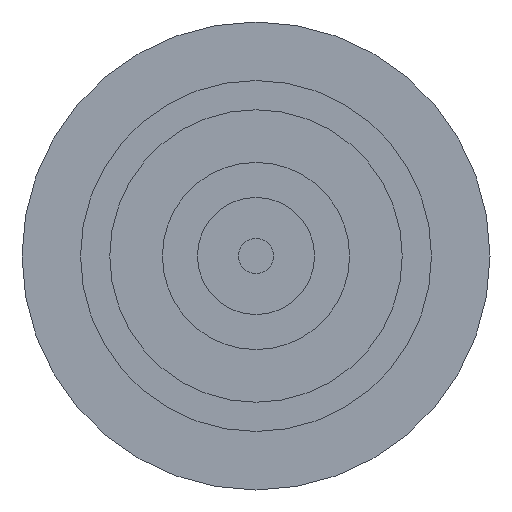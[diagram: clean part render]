
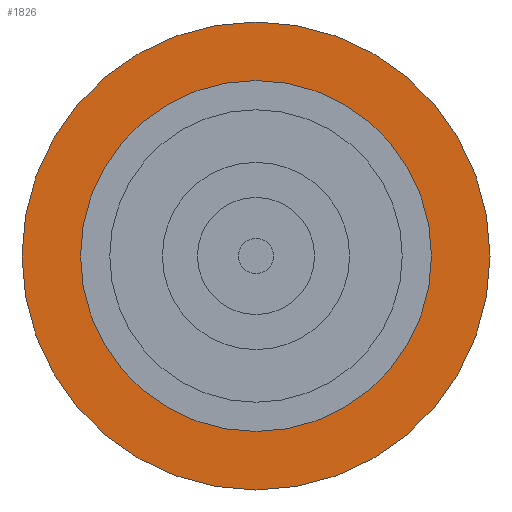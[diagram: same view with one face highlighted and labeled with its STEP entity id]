
A CAD part, front view. The second image highlights one B-rep face of the part: STEP entity #1826.
In plain terms, the highlighted planar face has unit normal (0, -1, 0).
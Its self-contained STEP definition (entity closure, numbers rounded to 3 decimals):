
#17 = ORIENTED_EDGE ( 'NONE', *, *, #1458, .T. ) ;
#50 = FACE_OUTER_BOUND ( 'NONE', #1840, .T. ) ;
#52 = VERTEX_POINT ( 'NONE', #552 ) ;
#99 = CIRCLE ( 'NONE', #788, 15. ) ;
#174 = VERTEX_POINT ( 'NONE', #1894 ) ;
#196 = PLANE ( 'NONE',  #298 ) ;
#298 = AXIS2_PLACEMENT_3D ( 'NONE', #1180, #792, #406 ) ;
#320 = CIRCLE ( 'NONE', #1731, 15. ) ;
#324 = DIRECTION ( 'NONE',  ( 1., 0., 0. ) ) ;
#363 = EDGE_CURVE ( 'NONE', #174, #770, #748, .T. ) ;
#388 = ORIENTED_EDGE ( 'NONE', *, *, #363, .T. ) ;
#392 = CIRCLE ( 'NONE', #525, 20. ) ;
#406 = DIRECTION ( 'NONE',  ( 1., 0., 0. ) ) ;
#429 = ORIENTED_EDGE ( 'NONE', *, *, #1316, .F. ) ;
#506 = CARTESIAN_POINT ( 'NONE',  ( 15., 0., 0. ) ) ;
#525 = AXIS2_PLACEMENT_3D ( 'NONE', #1893, #1691, #1493 ) ;
#526 = ORIENTED_EDGE ( 'NONE', *, *, #807, .F. ) ;
#527 = DIRECTION ( 'NONE',  ( 0., -1., 0. ) ) ;
#552 = CARTESIAN_POINT ( 'NONE',  ( -15., 0., 0. ) ) ;
#652 = EDGE_LOOP ( 'NONE', ( #526, #429 ) ) ;
#728 = DIRECTION ( 'NONE',  ( 1., 0., 0. ) ) ;
#748 = CIRCLE ( 'NONE', #1263, 20. ) ;
#770 = VERTEX_POINT ( 'NONE', #1150 ) ;
#788 = AXIS2_PLACEMENT_3D ( 'NONE', #919, #527, #324 ) ;
#792 = DIRECTION ( 'NONE',  ( 0., -1., 0. ) ) ;
#807 = EDGE_CURVE ( 'NONE', #1033, #52, #320, .T. ) ;
#834 = DIRECTION ( 'NONE',  ( 1., 0., 0. ) ) ;
#919 = CARTESIAN_POINT ( 'NONE',  ( 0., 0., 0. ) ) ;
#920 = DIRECTION ( 'NONE',  ( 0., -1., 0. ) ) ;
#1019 = DIRECTION ( 'NONE',  ( 0., -1., 0. ) ) ;
#1033 = VERTEX_POINT ( 'NONE', #506 ) ;
#1110 = CARTESIAN_POINT ( 'NONE',  ( 0., 0., 0. ) ) ;
#1150 = CARTESIAN_POINT ( 'NONE',  ( -20., 0., 0. ) ) ;
#1180 = CARTESIAN_POINT ( 'NONE',  ( 15., 0., 0. ) ) ;
#1212 = CARTESIAN_POINT ( 'NONE',  ( 0., 0., 0. ) ) ;
#1263 = AXIS2_PLACEMENT_3D ( 'NONE', #1212, #1019, #834 ) ;
#1316 = EDGE_CURVE ( 'NONE', #52, #1033, #99, .T. ) ;
#1458 = EDGE_CURVE ( 'NONE', #770, #174, #392, .T. ) ;
#1493 = DIRECTION ( 'NONE',  ( 1., 0., 0. ) ) ;
#1691 = DIRECTION ( 'NONE',  ( 0., -1., 0. ) ) ;
#1721 = FACE_BOUND ( 'NONE', #652, .T. ) ;
#1731 = AXIS2_PLACEMENT_3D ( 'NONE', #1110, #920, #728 ) ;
#1826 = ADVANCED_FACE ( 'NONE', ( #50, #1721 ), #196, .T. ) ;
#1840 = EDGE_LOOP ( 'NONE', ( #388, #17 ) ) ;
#1893 = CARTESIAN_POINT ( 'NONE',  ( 0., 0., 0. ) ) ;
#1894 = CARTESIAN_POINT ( 'NONE',  ( 20., 0., 0. ) ) ;
